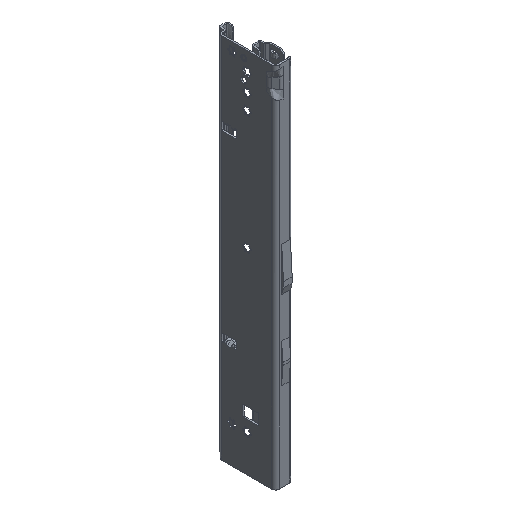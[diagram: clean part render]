
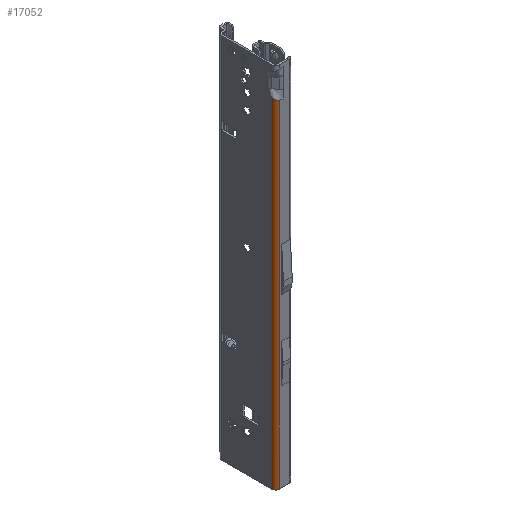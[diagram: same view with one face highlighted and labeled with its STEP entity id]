
A CAD part, isometric view. The second image highlights one B-rep face of the part: STEP entity #17052.
In plain terms, the highlighted cylindrical face has radius 3.5 mm (diameter 7 mm), a partial arc.
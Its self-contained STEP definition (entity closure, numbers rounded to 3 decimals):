
#81 = CARTESIAN_POINT ( 'NONE',  ( -1.5, -26.337, -27.296 ) ) ;
#482 = CARTESIAN_POINT ( 'NONE',  ( 2., -29.365, -29.389 ) ) ;
#3152 = CARTESIAN_POINT ( 'NONE',  ( -1.312, -27.235, -27.752 ) ) ;
#3784 = CARTESIAN_POINT ( 'NONE',  ( 2., -25.865, -350. ) ) ;
#5317 = ORIENTED_EDGE ( 'NONE', *, *, #30955, .F. ) ;
#5458 = ORIENTED_EDGE ( 'NONE', *, *, #17391, .F. ) ;
#5787 = DIRECTION ( 'NONE',  ( 0., 0., 1. ) ) ;
#6451 = DIRECTION ( 'NONE',  ( 0., 0., 1. ) ) ;
#6577 = EDGE_CURVE ( 'NONE', #31114, #18695, #36902, .T. ) ;
#6835 = AXIS2_PLACEMENT_3D ( 'NONE', #3784, #6451, #12636 ) ;
#7281 = VERTEX_POINT ( 'NONE', #23265 ) ;
#7611 = CARTESIAN_POINT ( 'NONE',  ( -1.5, -25.865, -350. ) ) ;
#7662 = VECTOR ( 'NONE', #14095, 1000. ) ;
#9991 = EDGE_CURVE ( 'NONE', #7281, #31114, #31105, .T. ) ;
#10091 = ORIENTED_EDGE ( 'NONE', *, *, #9991, .T. ) ;
#10871 = CARTESIAN_POINT ( 'NONE',  ( 2., -29.365, -29.389 ) ) ;
#12348 = EDGE_LOOP ( 'NONE', ( #5317, #5458, #10091, #35744 ) ) ;
#12611 = CARTESIAN_POINT ( 'NONE',  ( 0.537, -29.146, -29.002 ) ) ;
#12636 = DIRECTION ( 'NONE',  ( 1., 0., 0. ) ) ;
#14095 = DIRECTION ( 'NONE',  ( 0., 0., 1. ) ) ;
#14841 = FACE_OUTER_BOUND ( 'NONE', #12348, .T. ) ;
#17052 = ADVANCED_FACE ( 'NONE', ( #14841 ), #30651, .T. ) ;
#17388 = CARTESIAN_POINT ( 'NONE',  ( 2., -29.365, 0. ) ) ;
#17391 = EDGE_CURVE ( 'NONE', #7281, #37004, #35772, .T. ) ;
#18336 = DIRECTION ( 'NONE',  ( 1., 0., 0. ) ) ;
#18695 = VERTEX_POINT ( 'NONE', #10871 ) ;
#21318 = VECTOR ( 'NONE', #39072, 1000. ) ;
#22268 = CARTESIAN_POINT ( 'NONE',  ( -0.58, -28.352, -28.415 ) ) ;
#23265 = CARTESIAN_POINT ( 'NONE',  ( -1.5, -25.865, -350. ) ) ;
#25888 = AXIS2_PLACEMENT_3D ( 'NONE', #27969, #5787, #18336 ) ;
#27969 = CARTESIAN_POINT ( 'NONE',  ( 2., -25.865, -525.027 ) ) ;
#28002 = CARTESIAN_POINT ( 'NONE',  ( 1.495, -29.365, -29.291 ) ) ;
#28202 = CARTESIAN_POINT ( 'NONE',  ( -1.5, -25.865, -27.076 ) ) ;
#30466 = B_SPLINE_CURVE_WITH_KNOTS ( 'NONE', 3,
 ( #28202, #81, #3152, #22268, #12611, #28002, #482 ),
 .UNSPECIFIED., .F., .F.,
 ( 4, 1, 1, 1, 4 ),
 ( 0.352, 0.457, 0.562, 0.666, 0.771 ),
 .UNSPECIFIED. ) ;
#30651 = CYLINDRICAL_SURFACE ( 'NONE', #25888, 3.5 ) ;
#30955 = EDGE_CURVE ( 'NONE', #37004, #18695, #30466, .T. ) ;
#31105 = CIRCLE ( 'NONE', #6835, 3.5 ) ;
#31114 = VERTEX_POINT ( 'NONE', #32108 ) ;
#32108 = CARTESIAN_POINT ( 'NONE',  ( 2., -29.365, -350. ) ) ;
#35744 = ORIENTED_EDGE ( 'NONE', *, *, #6577, .T. ) ;
#35772 = LINE ( 'NONE', #7611, #21318 ) ;
#36902 = LINE ( 'NONE', #17388, #7662 ) ;
#37004 = VERTEX_POINT ( 'NONE', #40157 ) ;
#39072 = DIRECTION ( 'NONE',  ( 0., 0., 1. ) ) ;
#40157 = CARTESIAN_POINT ( 'NONE',  ( -1.5, -25.865, -27.076 ) ) ;
